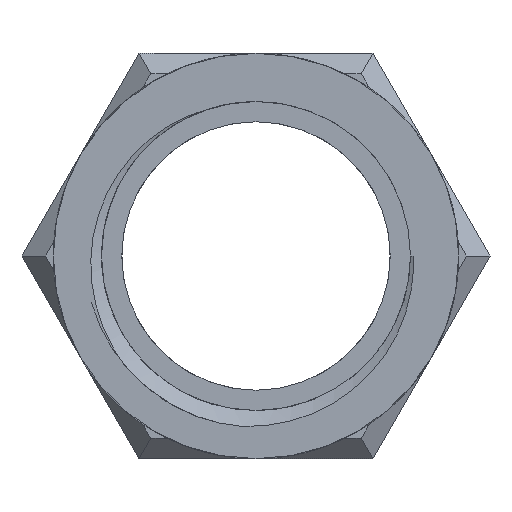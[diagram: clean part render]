
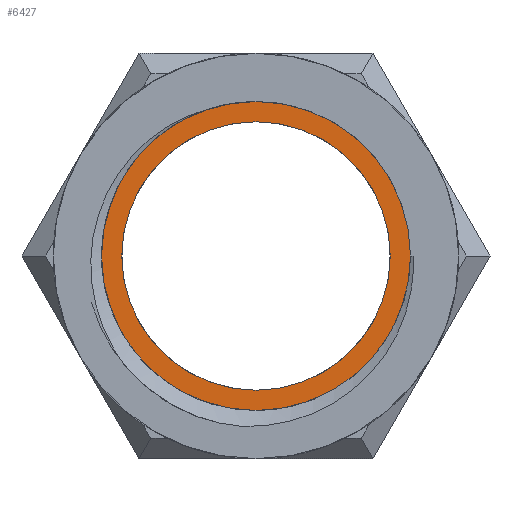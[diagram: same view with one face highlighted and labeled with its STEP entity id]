
A CAD part, front view. The second image highlights one B-rep face of the part: STEP entity #6427.
In plain terms, the highlighted planar face has unit normal (0, -1, 0).
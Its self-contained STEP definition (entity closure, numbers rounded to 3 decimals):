
#10 = AXIS2_PLACEMENT_3D ( 'NONE', #23223, #4421, #7361 ) ;
#570 = ORIENTED_EDGE ( 'NONE', *, *, #21354, .T. ) ;
#1586 = PLANE ( 'NONE',  #2671 ) ;
#1899 = DIRECTION ( 'NONE',  ( 0., 0., 1. ) ) ;
#2180 = CIRCLE ( 'NONE', #21522, 13.25 ) ;
#2554 = EDGE_LOOP ( 'NONE', ( #570, #18725 ) ) ;
#2671 = AXIS2_PLACEMENT_3D ( 'NONE', #4219, #11214, #1899 ) ;
#2726 = DIRECTION ( 'NONE',  ( 0., 1., 0. ) ) ;
#3425 = VERTEX_POINT ( 'NONE', #17543 ) ;
#4133 = DIRECTION ( 'NONE',  ( 0., 1., 0. ) ) ;
#4219 = CARTESIAN_POINT ( 'NONE',  ( 0., 33., 0. ) ) ;
#4421 = DIRECTION ( 'NONE',  ( 0., 1., 0. ) ) ;
#4578 = EDGE_CURVE ( 'NONE', #20165, #29583, #2180, .T. ) ;
#5143 = DIRECTION ( 'NONE',  ( 0., 0., 1. ) ) ;
#5356 = CARTESIAN_POINT ( 'NONE',  ( 0., 33., 15.25 ) ) ;
#6427 = ADVANCED_FACE ( 'NONE', ( #10896, #6713 ), #1586, .F. ) ;
#6463 = CIRCLE ( 'NONE', #10, 15.25 ) ;
#6713 = FACE_OUTER_BOUND ( 'NONE', #23792, .T. ) ;
#6999 = CIRCLE ( 'NONE', #29814, 13.25 ) ;
#7361 = DIRECTION ( 'NONE',  ( 0., 0., 1. ) ) ;
#10896 = FACE_BOUND ( 'NONE', #2554, .T. ) ;
#11119 = DIRECTION ( 'NONE',  ( 0., 0., 1. ) ) ;
#11171 = EDGE_CURVE ( 'NONE', #25897, #3425, #6463, .T. ) ;
#11214 = DIRECTION ( 'NONE',  ( 0., 1., 0. ) ) ;
#14226 = CARTESIAN_POINT ( 'NONE',  ( 0., 33., 0. ) ) ;
#14310 = DIRECTION ( 'NONE',  ( 0., 1., 0. ) ) ;
#14919 = CIRCLE ( 'NONE', #19396, 15.25 ) ;
#17170 = DIRECTION ( 'NONE',  ( 0., 0., 1. ) ) ;
#17543 = CARTESIAN_POINT ( 'NONE',  ( 0., 33., -15.25 ) ) ;
#18725 = ORIENTED_EDGE ( 'NONE', *, *, #4578, .T. ) ;
#18962 = CARTESIAN_POINT ( 'NONE',  ( 0., 33., 13.25 ) ) ;
#19204 = ORIENTED_EDGE ( 'NONE', *, *, #22571, .F. ) ;
#19396 = AXIS2_PLACEMENT_3D ( 'NONE', #23176, #14310, #5143 ) ;
#19570 = CARTESIAN_POINT ( 'NONE',  ( 0., 33., -13.25 ) ) ;
#20165 = VERTEX_POINT ( 'NONE', #19570 ) ;
#21354 = EDGE_CURVE ( 'NONE', #29583, #20165, #6999, .T. ) ;
#21522 = AXIS2_PLACEMENT_3D ( 'NONE', #27444, #4133, #11119 ) ;
#22571 = EDGE_CURVE ( 'NONE', #3425, #25897, #14919, .T. ) ;
#23176 = CARTESIAN_POINT ( 'NONE',  ( 0., 33., 0. ) ) ;
#23223 = CARTESIAN_POINT ( 'NONE',  ( 0., 33., 0. ) ) ;
#23792 = EDGE_LOOP ( 'NONE', ( #19204, #24023 ) ) ;
#24023 = ORIENTED_EDGE ( 'NONE', *, *, #11171, .F. ) ;
#25897 = VERTEX_POINT ( 'NONE', #5356 ) ;
#27444 = CARTESIAN_POINT ( 'NONE',  ( 0., 33., 0. ) ) ;
#29583 = VERTEX_POINT ( 'NONE', #18962 ) ;
#29814 = AXIS2_PLACEMENT_3D ( 'NONE', #14226, #2726, #17170 ) ;
